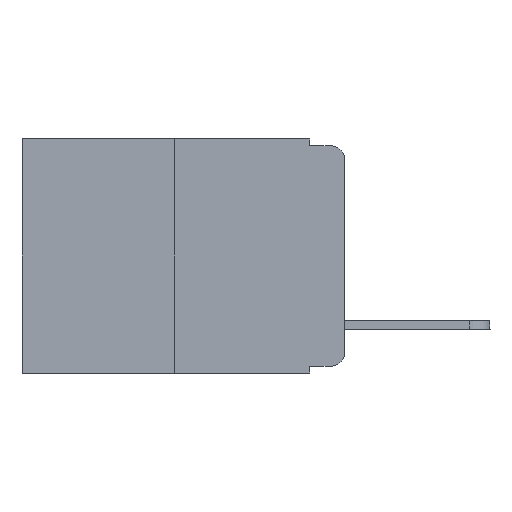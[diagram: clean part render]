
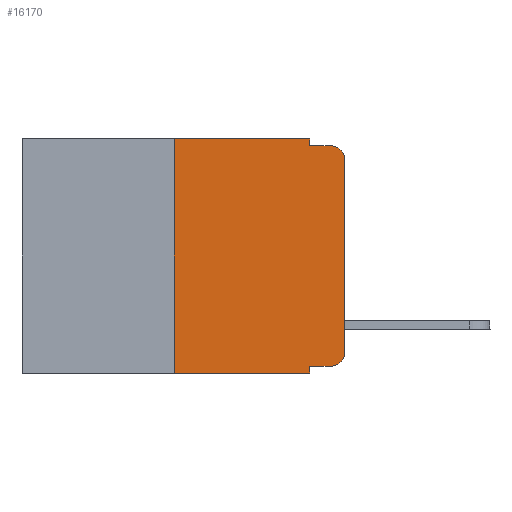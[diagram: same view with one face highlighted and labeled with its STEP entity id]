
A CAD part, left-side view. The second image highlights one B-rep face of the part: STEP entity #16170.
In plain terms, the highlighted planar face has unit normal (-1, 0, 0).
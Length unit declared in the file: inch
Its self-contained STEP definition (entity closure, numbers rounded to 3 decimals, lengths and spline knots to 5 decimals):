
#236 = VERTEX_POINT ( 'NONE', #3001 ) ;
#599 = PLANE ( 'NONE',  #18068 ) ;
#799 = VERTEX_POINT ( 'NONE', #7730 ) ;
#1124 = ORIENTED_EDGE ( 'NONE', *, *, #10070, .T. ) ;
#1130 = VERTEX_POINT ( 'NONE', #5561 ) ;
#1375 = VECTOR ( 'NONE', #16749, 39.37008 ) ;
#2001 = ORIENTED_EDGE ( 'NONE', *, *, #4139, .T. ) ;
#2738 = VECTOR ( 'NONE', #5322, 39.37008 ) ;
#2953 = DIRECTION ( 'NONE',  ( 0., 0., -1. ) ) ;
#3001 = CARTESIAN_POINT ( 'NONE',  ( 0., 0.051, 0. ) ) ;
#3067 = CARTESIAN_POINT ( 'NONE',  ( 0., 0.473, 0. ) ) ;
#3414 = CARTESIAN_POINT ( 'NONE',  ( 0., 0.25, -0.343 ) ) ;
#3600 = ORIENTED_EDGE ( 'NONE', *, *, #14758, .F. ) ;
#4058 = EDGE_CURVE ( 'NONE', #1130, #236, #13538, .T. ) ;
#4139 = EDGE_CURVE ( 'NONE', #18094, #799, #15175, .T. ) ;
#4254 = AXIS2_PLACEMENT_3D ( 'NONE', #5636, #19911, #12718 ) ;
#4473 = EDGE_CURVE ( 'NONE', #14392, #18094, #15291, .T. ) ;
#4933 = DIRECTION ( 'NONE',  ( 0., 0., -1. ) ) ;
#5068 = AXIS2_PLACEMENT_3D ( 'NONE', #19210, #22634, #4933 ) ;
#5322 = DIRECTION ( 'NONE',  ( 0., -1., 0. ) ) ;
#5561 = CARTESIAN_POINT ( 'NONE',  ( 0., 0.25, 0. ) ) ;
#5636 = CARTESIAN_POINT ( 'NONE',  ( 0., 0.02, -0.03 ) ) ;
#5986 = ORIENTED_EDGE ( 'NONE', *, *, #8850, .F. ) ;
#6844 = DIRECTION ( 'NONE',  ( 0., -1., 0. ) ) ;
#6932 = DIRECTION ( 'NONE',  ( 0., 0., -1. ) ) ;
#7220 = LINE ( 'NONE', #10758, #16498 ) ;
#7246 = CARTESIAN_POINT ( 'NONE',  ( 0., 0., -0.313 ) ) ;
#7250 = CARTESIAN_POINT ( 'NONE',  ( 0., 0.051, -0.333 ) ) ;
#7459 = DIRECTION ( 'NONE',  ( 0., -1., 0. ) ) ;
#7730 = CARTESIAN_POINT ( 'NONE',  ( 0., 0.02, -0.01 ) ) ;
#8156 = CARTESIAN_POINT ( 'NONE',  ( 0., 0.051, -0.01 ) ) ;
#8222 = DIRECTION ( 'NONE',  ( 0., 0., 1. ) ) ;
#8748 = EDGE_LOOP ( 'NONE', ( #17962, #2001, #3600, #5986, #21176, #12505, #21182, #12398, #21994, #1124 ) ) ;
#8850 = EDGE_CURVE ( 'NONE', #236, #10183, #13297, .T. ) ;
#8893 = LINE ( 'NONE', #15844, #10419 ) ;
#10070 = EDGE_CURVE ( 'NONE', #23097, #14392, #17502, .T. ) ;
#10183 = VERTEX_POINT ( 'NONE', #8156 ) ;
#10419 = VECTOR ( 'NONE', #12769, 39.37008 ) ;
#10437 = LINE ( 'NONE', #23142, #2738 ) ;
#10758 = CARTESIAN_POINT ( 'NONE',  ( 0., 0.051, -0.01 ) ) ;
#11315 = DIRECTION ( 'NONE',  ( 0., -1., 0. ) ) ;
#11839 = CARTESIAN_POINT ( 'NONE',  ( 0., 0.02, -0.333 ) ) ;
#12398 = ORIENTED_EDGE ( 'NONE', *, *, #16769, .F. ) ;
#12420 = VECTOR ( 'NONE', #6932, 39.37008 ) ;
#12505 = ORIENTED_EDGE ( 'NONE', *, *, #12990, .F. ) ;
#12701 = CARTESIAN_POINT ( 'NONE',  ( 0., 0., -0.03 ) ) ;
#12718 = DIRECTION ( 'NONE',  ( 0., 0., -1. ) ) ;
#12769 = DIRECTION ( 'NONE',  ( 0., 0., 1. ) ) ;
#12852 = CARTESIAN_POINT ( 'NONE',  ( 0., 0.051, -0.343 ) ) ;
#12928 = CARTESIAN_POINT ( 'NONE',  ( 0., 0.473, -0.343 ) ) ;
#12990 = EDGE_CURVE ( 'NONE', #22357, #1130, #8893, .T. ) ;
#13260 = VECTOR ( 'NONE', #11315, 39.37008 ) ;
#13297 = LINE ( 'NONE', #22510, #1375 ) ;
#13498 = VERTEX_POINT ( 'NONE', #12852 ) ;
#13538 = LINE ( 'NONE', #15670, #16424 ) ;
#14392 = VERTEX_POINT ( 'NONE', #7246 ) ;
#14452 = CARTESIAN_POINT ( 'NONE',  ( 0., 0.051, 0. ) ) ;
#14758 = EDGE_CURVE ( 'NONE', #10183, #799, #7220, .T. ) ;
#15175 = CIRCLE ( 'NONE', #4254, 0.02 ) ;
#15291 = LINE ( 'NONE', #17404, #20813 ) ;
#15496 = VERTEX_POINT ( 'NONE', #7250 ) ;
#15670 = CARTESIAN_POINT ( 'NONE',  ( 0., 0.473, 0. ) ) ;
#15844 = CARTESIAN_POINT ( 'NONE',  ( 0., 0.25, 0. ) ) ;
#16170 = ADVANCED_FACE ( 'NONE', ( #16761 ), #599, .F. ) ;
#16424 = VECTOR ( 'NONE', #6844, 39.37008 ) ;
#16498 = VECTOR ( 'NONE', #7459, 39.37008 ) ;
#16749 = DIRECTION ( 'NONE',  ( 0., 0., -1. ) ) ;
#16761 = FACE_OUTER_BOUND ( 'NONE', #8748, .T. ) ;
#16769 = EDGE_CURVE ( 'NONE', #15496, #13498, #19891, .T. ) ;
#17404 = CARTESIAN_POINT ( 'NONE',  ( 0., 0., 0. ) ) ;
#17502 = CIRCLE ( 'NONE', #5068, 0.02 ) ;
#17962 = ORIENTED_EDGE ( 'NONE', *, *, #4473, .T. ) ;
#18068 = AXIS2_PLACEMENT_3D ( 'NONE', #3067, #19322, #2953 ) ;
#18094 = VERTEX_POINT ( 'NONE', #12701 ) ;
#19210 = CARTESIAN_POINT ( 'NONE',  ( 0., 0.02, -0.313 ) ) ;
#19322 = DIRECTION ( 'NONE',  ( 1., 0., 0. ) ) ;
#19891 = LINE ( 'NONE', #14452, #12420 ) ;
#19911 = DIRECTION ( 'NONE',  ( -1., 0., 0. ) ) ;
#20770 = EDGE_CURVE ( 'NONE', #22357, #13498, #22022, .T. ) ;
#20813 = VECTOR ( 'NONE', #8222, 39.37008 ) ;
#21176 = ORIENTED_EDGE ( 'NONE', *, *, #4058, .F. ) ;
#21182 = ORIENTED_EDGE ( 'NONE', *, *, #20770, .T. ) ;
#21520 = EDGE_CURVE ( 'NONE', #15496, #23097, #10437, .T. ) ;
#21994 = ORIENTED_EDGE ( 'NONE', *, *, #21520, .T. ) ;
#22022 = LINE ( 'NONE', #12928, #13260 ) ;
#22357 = VERTEX_POINT ( 'NONE', #3414 ) ;
#22510 = CARTESIAN_POINT ( 'NONE',  ( 0., 0.051, 0. ) ) ;
#22634 = DIRECTION ( 'NONE',  ( -1., 0., 0. ) ) ;
#23097 = VERTEX_POINT ( 'NONE', #11839 ) ;
#23142 = CARTESIAN_POINT ( 'NONE',  ( 0., 0.051, -0.333 ) ) ;
